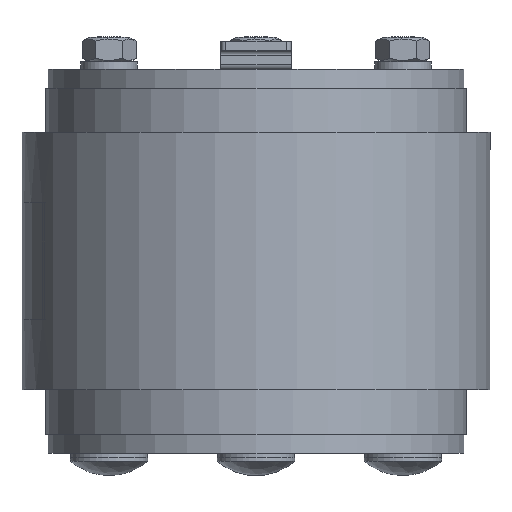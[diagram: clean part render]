
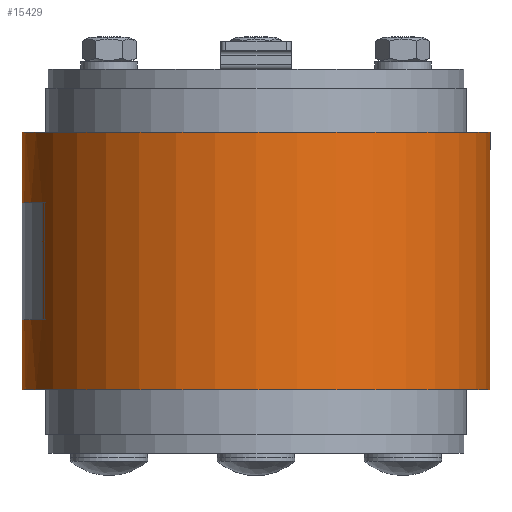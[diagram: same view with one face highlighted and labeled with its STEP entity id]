
A CAD part, front view. The second image highlights one B-rep face of the part: STEP entity #15429.
In plain terms, the highlighted cylindrical face has radius 50 mm (diameter 100 mm), a partial arc.
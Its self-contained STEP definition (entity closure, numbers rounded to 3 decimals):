
#1907=LINE('',#25940,#3560);
#1914=LINE('',#25957,#3567);
#1924=LINE('',#25976,#3577);
#1933=LINE('',#25999,#3586);
#1940=LINE('',#26023,#3593);
#1941=LINE('',#26025,#3594);
#3560=VECTOR('',#19616,25.);
#3567=VECTOR('',#19633,15.);
#3577=VECTOR('',#19653,15.);
#3586=VECTOR('',#19676,25.);
#3593=VECTOR('',#19703,15.);
#3594=VECTOR('',#19706,15.);
#5579=FACE_OUTER_BOUND('',#6497,.T.);
#6497=EDGE_LOOP('',(#14411,#14412,#14413,#14414,#14415,#14416,#14417,#14418,
#14419,#14420,#14421,#14422,#14423,#14424));
#6673=CIRCLE('',#16282,50.);
#6675=CIRCLE('',#16285,50.);
#6677=CIRCLE('',#16288,50.);
#6679=CIRCLE('',#16292,50.);
#6681=CIRCLE('',#16305,50.);
#6683=CIRCLE('',#16309,50.);
#6686=CIRCLE('',#16313,50.);
#6687=CIRCLE('',#16315,50.);
#8066=VERTEX_POINT('',#25912);
#8067=VERTEX_POINT('',#25913);
#8070=VERTEX_POINT('',#25921);
#8071=VERTEX_POINT('',#25922);
#8074=VERTEX_POINT('',#25930);
#8075=VERTEX_POINT('',#25931);
#8078=VERTEX_POINT('',#25939);
#8080=VERTEX_POINT('',#25945);
#8090=VERTEX_POINT('',#25989);
#8091=VERTEX_POINT('',#25990);
#8094=VERTEX_POINT('',#25998);
#8096=VERTEX_POINT('',#26004);
#8099=VERTEX_POINT('',#26012);
#8100=VERTEX_POINT('',#26016);
#10163=EDGE_CURVE('',#8066,#8067,#6673,.T.);
#10167=EDGE_CURVE('',#8070,#8071,#6675,.T.);
#10171=EDGE_CURVE('',#8074,#8075,#6677,.T.);
#10175=EDGE_CURVE('',#8075,#8078,#1907,.T.);
#10178=EDGE_CURVE('',#8078,#8080,#6679,.T.);
#10184=EDGE_CURVE('',#8066,#8080,#1914,.T.);
#10194=EDGE_CURVE('',#8074,#8071,#1924,.T.);
#10201=EDGE_CURVE('',#8090,#8091,#6681,.T.);
#10205=EDGE_CURVE('',#8094,#8090,#1933,.T.);
#10208=EDGE_CURVE('',#8096,#8094,#6683,.T.);
#10213=EDGE_CURVE('',#8099,#8067,#6686,.T.);
#10214=EDGE_CURVE('',#8070,#8100,#6687,.T.);
#10218=EDGE_CURVE('',#8100,#8096,#1940,.T.);
#10219=EDGE_CURVE('',#8091,#8099,#1941,.T.);
#14411=ORIENTED_EDGE('',*,*,#10213,.F.);
#14412=ORIENTED_EDGE('',*,*,#10219,.F.);
#14413=ORIENTED_EDGE('',*,*,#10201,.F.);
#14414=ORIENTED_EDGE('',*,*,#10205,.F.);
#14415=ORIENTED_EDGE('',*,*,#10208,.F.);
#14416=ORIENTED_EDGE('',*,*,#10218,.F.);
#14417=ORIENTED_EDGE('',*,*,#10214,.F.);
#14418=ORIENTED_EDGE('',*,*,#10167,.T.);
#14419=ORIENTED_EDGE('',*,*,#10194,.F.);
#14420=ORIENTED_EDGE('',*,*,#10171,.T.);
#14421=ORIENTED_EDGE('',*,*,#10175,.T.);
#14422=ORIENTED_EDGE('',*,*,#10178,.T.);
#14423=ORIENTED_EDGE('',*,*,#10184,.F.);
#14424=ORIENTED_EDGE('',*,*,#10163,.T.);
#14613=CYLINDRICAL_SURFACE('',#16319,50.);
#15429=ADVANCED_FACE('',(#5579),#14613,.T.);
#16282=AXIS2_PLACEMENT_3D('',#25914,#19592,#19593);
#16285=AXIS2_PLACEMENT_3D('',#25923,#19600,#19601);
#16288=AXIS2_PLACEMENT_3D('',#25932,#19608,#19609);
#16292=AXIS2_PLACEMENT_3D('',#25946,#19621,#19622);
#16305=AXIS2_PLACEMENT_3D('',#25991,#19668,#19669);
#16309=AXIS2_PLACEMENT_3D('',#26005,#19681,#19682);
#16313=AXIS2_PLACEMENT_3D('',#26014,#19691,#19692);
#16315=AXIS2_PLACEMENT_3D('',#26017,#19695,#19696);
#16319=AXIS2_PLACEMENT_3D('',#26027,#19708,#19709);
#19592=DIRECTION('center_axis',(0.,1.,0.));
#19593=DIRECTION('ref_axis',(0.,0.,1.));
#19600=DIRECTION('center_axis',(0.,-1.,0.));
#19601=DIRECTION('ref_axis',(0.,0.,1.));
#19608=DIRECTION('center_axis',(0.,1.,0.));
#19609=DIRECTION('ref_axis',(0.,0.,1.));
#19616=DIRECTION('',(0.,-1.,0.));
#19621=DIRECTION('center_axis',(0.,-1.,0.));
#19622=DIRECTION('ref_axis',(0.,0.,1.));
#19633=DIRECTION('',(0.,1.,0.));
#19653=DIRECTION('',(0.,1.,0.));
#19668=DIRECTION('center_axis',(0.,-1.,0.));
#19669=DIRECTION('ref_axis',(-0.43,0.,-0.903));
#19676=DIRECTION('',(0.,-1.,0.));
#19681=DIRECTION('center_axis',(0.,1.,0.));
#19682=DIRECTION('ref_axis',(0.,0.,-1.));
#19691=DIRECTION('center_axis',(0.,-1.,0.));
#19692=DIRECTION('ref_axis',(0.,0.,-1.));
#19695=DIRECTION('center_axis',(0.,1.,0.));
#19696=DIRECTION('ref_axis',(0.,0.,-1.));
#19703=DIRECTION('',(0.,-1.,0.));
#19706=DIRECTION('',(0.,-1.,0.));
#19708=DIRECTION('center_axis',(0.,1.,0.));
#19709=DIRECTION('ref_axis',(0.,0.,-1.));
#25912=CARTESIAN_POINT('',(-74.605,-27.5,5.));
#25913=CARTESIAN_POINT('',(-74.605,-27.5,-95.));
#25914=CARTESIAN_POINT('Origin',(-74.605,-27.5,-45.));
#25921=CARTESIAN_POINT('',(-74.605,27.5,-95.));
#25922=CARTESIAN_POINT('',(-74.605,27.5,5.));
#25923=CARTESIAN_POINT('Origin',(-74.605,27.5,-45.));
#25930=CARTESIAN_POINT('',(-74.605,12.5,5.));
#25931=CARTESIAN_POINT('',(-54.174,12.5,0.635));
#25932=CARTESIAN_POINT('Origin',(-74.605,12.5,-45.));
#25939=CARTESIAN_POINT('',(-54.174,-12.5,0.635));
#25940=CARTESIAN_POINT('',(-54.174,0.,0.635));
#25945=CARTESIAN_POINT('',(-74.605,-12.5,5.));
#25946=CARTESIAN_POINT('Origin',(-74.605,-12.5,-45.));
#25957=CARTESIAN_POINT('',(-74.605,-13.75,5.));
#25976=CARTESIAN_POINT('',(-74.605,6.25,5.));
#25989=CARTESIAN_POINT('',(-96.111,-12.5,-90.139));
#25990=CARTESIAN_POINT('',(-74.614,-12.5,-95.));
#25991=CARTESIAN_POINT('Origin',(-74.605,-12.5,-45.));
#25998=CARTESIAN_POINT('',(-96.111,12.5,-90.139));
#25999=CARTESIAN_POINT('',(-96.111,-12.5,-90.139));
#26004=CARTESIAN_POINT('',(-74.614,12.5,-95.));
#26005=CARTESIAN_POINT('Origin',(-74.605,12.5,-45.));
#26012=CARTESIAN_POINT('',(-74.614,-27.5,-95.));
#26014=CARTESIAN_POINT('Origin',(-74.605,-27.5,-45.));
#26016=CARTESIAN_POINT('',(-74.614,27.5,-95.));
#26017=CARTESIAN_POINT('Origin',(-74.605,27.5,-45.));
#26023=CARTESIAN_POINT('',(-74.614,-27.5,-95.));
#26025=CARTESIAN_POINT('',(-74.614,-27.5,-95.));
#26027=CARTESIAN_POINT('Origin',(-74.605,0.,
-45.));
